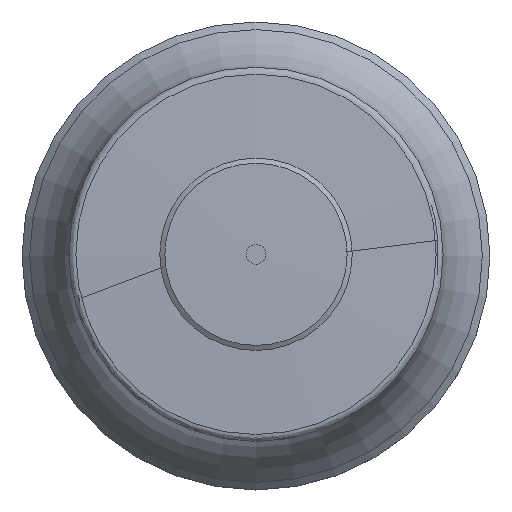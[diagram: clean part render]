
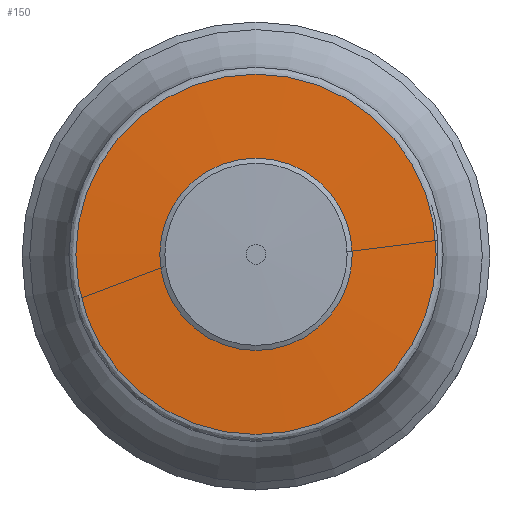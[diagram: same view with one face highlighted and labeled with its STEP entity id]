
A CAD part, top view. The second image highlights one B-rep face of the part: STEP entity #150.
In plain terms, the highlighted face is a revolution surface.
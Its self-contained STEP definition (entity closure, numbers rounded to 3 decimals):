
#90=SURFACE_OF_REVOLUTION('',#100,#95);
#95=AXIS1_PLACEMENT('',#595,#471);
#100=B_SPLINE_CURVE_WITH_KNOTS('',5,(#589,#590,#591,#592,#593,#594),
 .UNSPECIFIED.,.F.,.F.,(6,6),(0.,1.),.UNSPECIFIED.);
#110=FACE_BOUND('',#200,.T.);
#111=FACE_BOUND('',#201,.T.);
#150=ADVANCED_FACE('',(#110,#111),#90,.T.);
#200=EDGE_LOOP('',(#248));
#201=EDGE_LOOP('',(#249));
#248=ORIENTED_EDGE('',*,*,#350,.F.);
#249=ORIENTED_EDGE('',*,*,#349,.T.);
#317=VERTEX_POINT('',#585);
#318=VERTEX_POINT('',#588);
#349=EDGE_CURVE('',#317,#317,#385,.T.);
#350=EDGE_CURVE('',#318,#318,#386,.T.);
#385=CIRCLE('',#409,10.278);
#386=CIRCLE('',#411,19.25);
#409=AXIS2_PLACEMENT_3D('',#584,#465,#466);
#411=AXIS2_PLACEMENT_3D('',#587,#469,#470);
#465=DIRECTION('',(0.,0.,-1.));
#466=DIRECTION('',(-1.,0.,0.));
#469=DIRECTION('',(0.,0.,-1.));
#470=DIRECTION('',(-1.,0.,0.));
#471=DIRECTION('',(0.,0.,-1.));
#584=CARTESIAN_POINT('',(0.,0.,104.524));
#585=CARTESIAN_POINT('',(-10.278,0.,104.524));
#587=CARTESIAN_POINT('',(0.,0.,104.202));
#588=CARTESIAN_POINT('',(-19.25,0.,104.202));
#589=CARTESIAN_POINT('',(10.278,0.,104.524));
#590=CARTESIAN_POINT('',(12.072,0.,104.459));
#591=CARTESIAN_POINT('',(13.867,0.,104.395));
#592=CARTESIAN_POINT('',(15.661,0.,104.33));
#593=CARTESIAN_POINT('',(17.456,0.,104.266));
#594=CARTESIAN_POINT('',(19.25,0.,104.202));
#595=CARTESIAN_POINT('',(0.,0.,0.));
